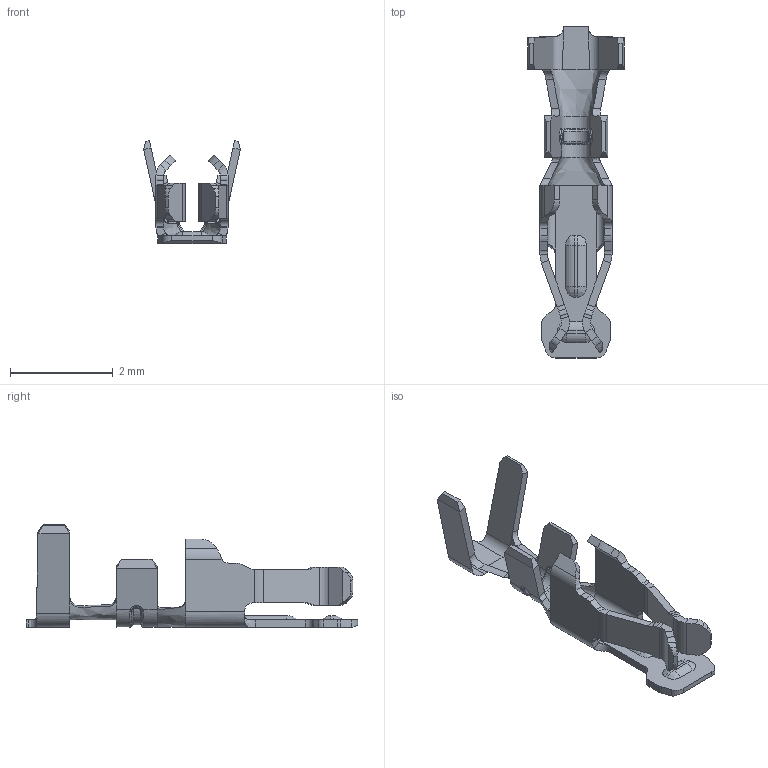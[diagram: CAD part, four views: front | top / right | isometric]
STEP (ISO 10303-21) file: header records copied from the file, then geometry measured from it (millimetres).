
FILE_DESCRIPTION( ('This file contains a STEP AP42 implementation' ,'as created by ZW3D STEP Interface translator.') ,'2;1' );
FILE_NAME( '3121-TPXX04.stp' ,'2312 5.133159', (''), ('ZWCAD Software Co.'), 'Version 1.0', 'ZW3D to STEP translator', '' );
FILE_SCHEMA(('AUTOMOTIVE_DESIGN { 1 0 10303 214 1 1 1 1 }'));
Length unit declared in the file: millimetre
Products named in the file (1): 0
Bounding box: 1.88 x 6.45 x 2 mm (x, y, z)
Volume: 2.6 mm3; surface area: 39.9 mm2
Topology: 1 solids, 1 shells, 286 faces, 760 edges, 544 vertices
Faces by surface type: plane 109, cylinder 88, bspline 65, torus 24
Entity records: 10340 total; most frequent: CARTESIAN_POINT 3352, ORIENTED_EDGE 1420, DIRECTION 1295, EDGE_CURVE 710, AXIS2_PLACEMENT_3D 437, VERTEX_POINT 430, VECTOR 421, LINE 421
